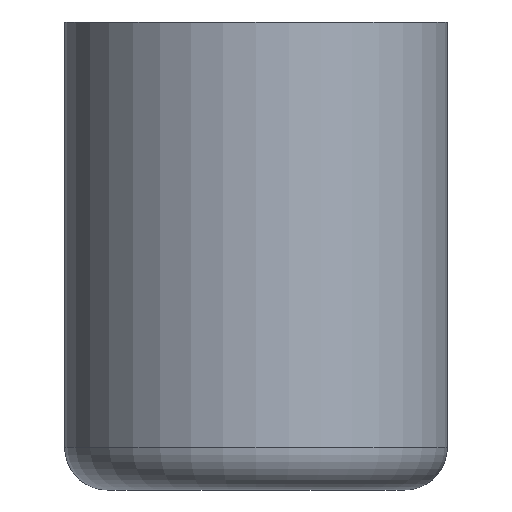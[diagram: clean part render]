
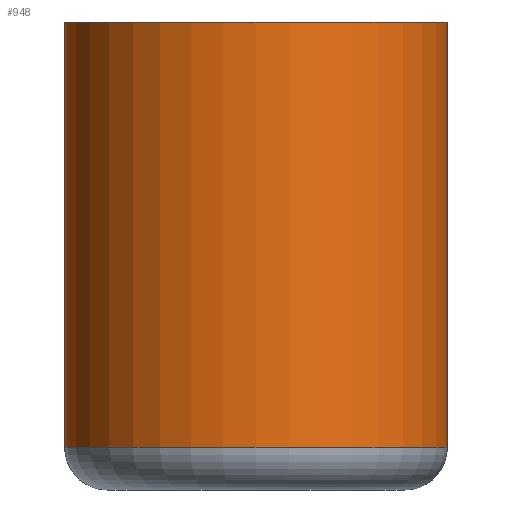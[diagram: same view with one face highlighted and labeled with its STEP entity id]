
A CAD part, left-side view. The second image highlights one B-rep face of the part: STEP entity #948.
In plain terms, the highlighted cylindrical face has radius 22.5 mm (diameter 45 mm), a partial arc.
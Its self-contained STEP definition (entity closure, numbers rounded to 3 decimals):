
#131=FACE_OUTER_BOUND('',#203,.T.);
#203=EDGE_LOOP('',(#871,#872,#873,#874));
#231=CIRCLE('',#1030,22.5);
#243=CIRCLE('',#1058,22.5);
#309=LINE('',#1485,#396);
#329=LINE('',#1602,#416);
#396=VECTOR('',#1187,10.);
#416=VECTOR('',#1333,10.);
#465=VERTEX_POINT('',#1479);
#467=VERTEX_POINT('',#1483);
#485=VERTEX_POINT('',#1542);
#501=VERTEX_POINT('',#1601);
#571=EDGE_CURVE('',#465,#467,#309,.T.);
#602=EDGE_CURVE('',#465,#485,#231,.T.);
#626=EDGE_CURVE('',#485,#501,#329,.T.);
#628=EDGE_CURVE('',#501,#467,#243,.T.);
#871=ORIENTED_EDGE('',*,*,#602,.F.);
#872=ORIENTED_EDGE('',*,*,#571,.T.);
#873=ORIENTED_EDGE('',*,*,#628,.F.);
#874=ORIENTED_EDGE('',*,*,#626,.F.);
#893=CYLINDRICAL_SURFACE('',#1057,22.5);
#948=ADVANCED_FACE('',(#131),#893,.T.);
#1030=AXIS2_PLACEMENT_3D('',#1547,#1267,#1268);
#1057=AXIS2_PLACEMENT_3D('',#1604,#1335,#1336);
#1058=AXIS2_PLACEMENT_3D('',#1605,#1337,#1338);
#1187=DIRECTION('',(0.,0.,1.));
#1267=DIRECTION('center_axis',(0.,0.,-1.));
#1268=DIRECTION('ref_axis',(-1.,0.,0.));
#1333=DIRECTION('',(0.,0.,1.));
#1335=DIRECTION('center_axis',(0.,0.,1.));
#1336=DIRECTION('ref_axis',(0.,1.,0.));
#1337=DIRECTION('center_axis',(0.,0.,1.));
#1338=DIRECTION('ref_axis',(0.,1.,0.));
#1479=CARTESIAN_POINT('',(22.5,0.,5.));
#1483=CARTESIAN_POINT('',(22.5,0.,55.));
#1485=CARTESIAN_POINT('',(22.5,0.,0.));
#1542=CARTESIAN_POINT('',(22.5,45.,5.));
#1547=CARTESIAN_POINT('Origin',(22.5,22.5,5.));
#1601=CARTESIAN_POINT('',(22.5,45.,55.));
#1602=CARTESIAN_POINT('',(22.5,45.,0.));
#1604=CARTESIAN_POINT('Origin',(22.5,22.5,0.));
#1605=CARTESIAN_POINT('Origin',(22.5,22.5,55.));
